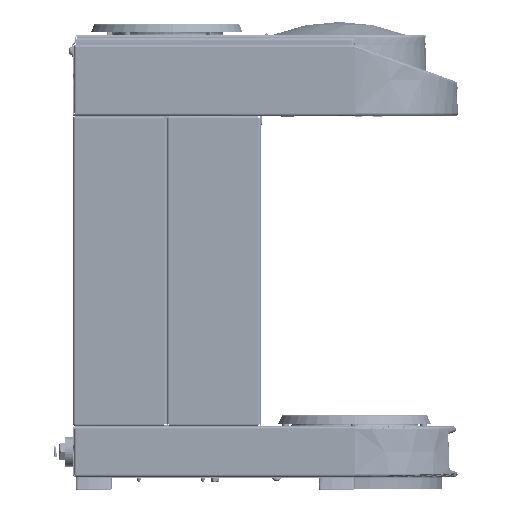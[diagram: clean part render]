
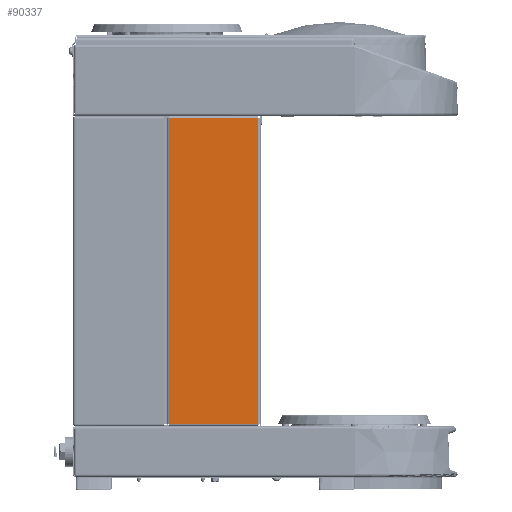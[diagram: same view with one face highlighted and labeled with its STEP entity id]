
A CAD part, left-side view. The second image highlights one B-rep face of the part: STEP entity #90337.
In plain terms, the highlighted planar face has unit normal (-1, 0, 0).
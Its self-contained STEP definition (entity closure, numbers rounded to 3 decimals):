
#3738=PLANE('',#95475);
#6593=FACE_OUTER_BOUND('',#11612,.T.);
#11612=EDGE_LOOP('',(#58294,#58295,#58296,#58297));
#17200=LINE('',#128841,#24937);
#17210=LINE('',#128869,#24947);
#17277=LINE('',#129043,#25014);
#17283=LINE('',#129060,#25020);
#24937=VECTOR('',#104051,10.);
#24947=VECTOR('',#104083,10.);
#25014=VECTOR('',#104268,10.);
#25020=VECTOR('',#104290,10.);
#36308=VERTEX_POINT('',#128823);
#36311=VERTEX_POINT('',#128835);
#36319=VERTEX_POINT('',#128868);
#36367=VERTEX_POINT('',#129038);
#44781=EDGE_CURVE('',#36311,#36308,#17200,.T.);
#44795=EDGE_CURVE('',#36319,#36311,#17210,.T.);
#44884=EDGE_CURVE('',#36367,#36319,#17277,.T.);
#44892=EDGE_CURVE('',#36367,#36308,#17283,.T.);
#58294=ORIENTED_EDGE('',*,*,#44781,.T.);
#58295=ORIENTED_EDGE('',*,*,#44892,.F.);
#58296=ORIENTED_EDGE('',*,*,#44884,.T.);
#58297=ORIENTED_EDGE('',*,*,#44795,.T.);
#90337=ADVANCED_FACE('',(#6593),#3738,.T.);
#95475=AXIS2_PLACEMENT_3D('',#129074,#104307,#104308);
#104051=DIRECTION('',(0.,-1.,0.));
#104083=DIRECTION('',(0.,0.,-1.));
#104268=DIRECTION('',(0.,1.,0.));
#104290=DIRECTION('',(0.,0.,-1.));
#104307=DIRECTION('center_axis',(-1.,0.,0.));
#104308=DIRECTION('ref_axis',(0.,-1.,0.));
#128823=CARTESIAN_POINT('',(-312.129,-79.851,137.728));
#128835=CARTESIAN_POINT('',(-312.129,7.649,137.728));
#128841=CARTESIAN_POINT('',(-312.129,-34.851,137.728));
#128868=CARTESIAN_POINT('',(-312.129,7.649,438.728));
#128869=CARTESIAN_POINT('',(-312.129,7.649,288.228));
#129038=CARTESIAN_POINT('',(-312.129,-79.851,438.728));
#129043=CARTESIAN_POINT('',(-312.129,8.899,438.728));
#129060=CARTESIAN_POINT('',(-312.129,-79.851,135.228));
#129074=CARTESIAN_POINT('Origin',(-312.129,10.149,441.228));
